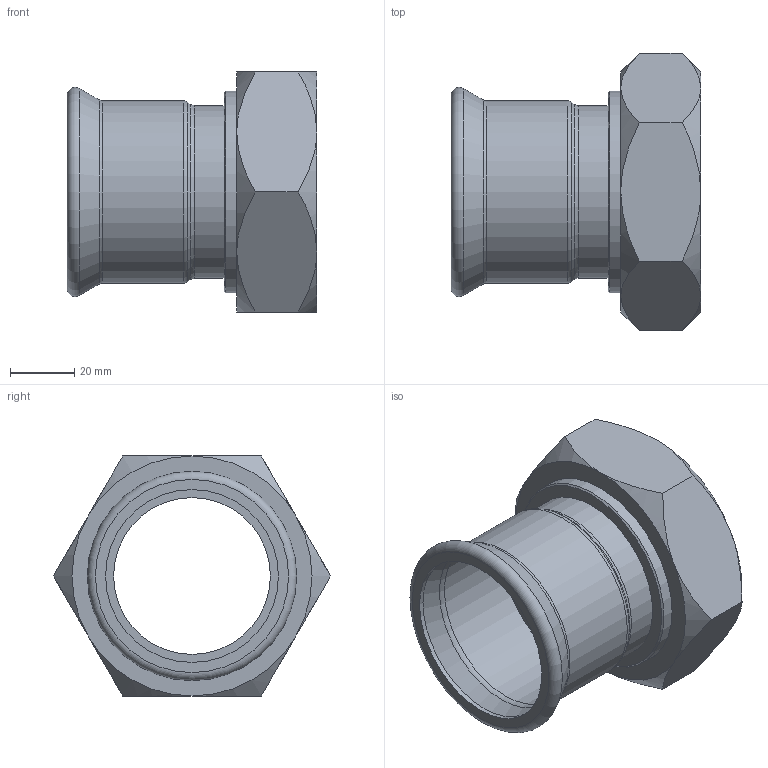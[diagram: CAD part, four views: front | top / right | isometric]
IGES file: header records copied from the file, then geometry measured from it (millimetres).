
Global section: file name: No Iges File Name specified; native system: Autodesk Inventor 2012; preprocessor: AutoDesk Inventor Iges Exporter R2012; author: aporro; date: 20130604.112437; units: millimetre
Bounding box: 78 x 86.6 x 75 mm (x, y, z)
Volume: 58424.2 mm3; surface area: 41958.3 mm2
Topology: 2 solids, 2 shells, 50 faces, 98 edges, 57 vertices
Faces by surface type: cone 16, plane 15, revolution 12, cylinder 4, torus 3
Full cylindrical faces by diameter (mm): 54 x1, 57 x1, 63 x2
